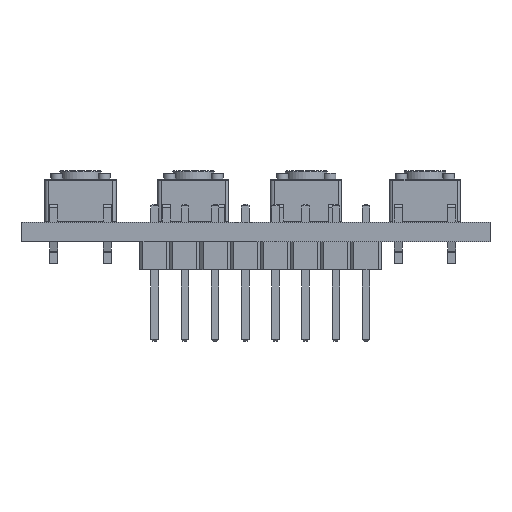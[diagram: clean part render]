
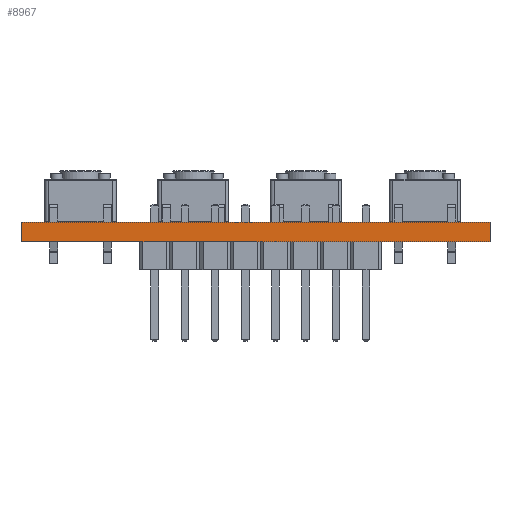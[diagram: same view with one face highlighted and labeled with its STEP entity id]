
A CAD part, front view. The second image highlights one B-rep face of the part: STEP entity #8967.
In plain terms, the highlighted planar face has unit normal (0, -1, 0).
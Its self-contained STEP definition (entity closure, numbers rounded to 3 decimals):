
#8967 = ADVANCED_FACE('',(#8968),#9002,.T.);
#8968 = FACE_BOUND('',#8969,.T.);
#8969 = EDGE_LOOP('',(#8970,#8980,#8988,#8996));
#8970 = ORIENTED_EDGE('',*,*,#8971,.T.);
#8971 = EDGE_CURVE('',#8972,#8974,#8976,.T.);
#8972 = VERTEX_POINT('',#8973);
#8973 = CARTESIAN_POINT('',(147.117,-89.179,0.));
#8974 = VERTEX_POINT('',#8975);
#8975 = CARTESIAN_POINT('',(147.117,-89.179,1.6));
#8976 = LINE('',#8977,#8978);
#8977 = CARTESIAN_POINT('',(147.117,-89.179,0.));
#8978 = VECTOR('',#8979,1.);
#8979 = DIRECTION('',(0.,0.,1.));
#8980 = ORIENTED_EDGE('',*,*,#8981,.T.);
#8981 = EDGE_CURVE('',#8974,#8982,#8984,.T.);
#8982 = VERTEX_POINT('',#8983);
#8983 = CARTESIAN_POINT('',(107.734,-89.179,1.6));
#8984 = LINE('',#8985,#8986);
#8985 = CARTESIAN_POINT('',(147.117,-89.179,1.6));
#8986 = VECTOR('',#8987,1.);
#8987 = DIRECTION('',(-1.,0.,0.));
#8988 = ORIENTED_EDGE('',*,*,#8989,.F.);
#8989 = EDGE_CURVE('',#8990,#8982,#8992,.T.);
#8990 = VERTEX_POINT('',#8991);
#8991 = CARTESIAN_POINT('',(107.734,-89.179,0.));
#8992 = LINE('',#8993,#8994);
#8993 = CARTESIAN_POINT('',(107.734,-89.179,0.));
#8994 = VECTOR('',#8995,1.);
#8995 = DIRECTION('',(0.,0.,1.));
#8996 = ORIENTED_EDGE('',*,*,#8997,.F.);
#8997 = EDGE_CURVE('',#8972,#8990,#8998,.T.);
#8998 = LINE('',#8999,#9000);
#8999 = CARTESIAN_POINT('',(147.117,-89.179,0.));
#9000 = VECTOR('',#9001,1.);
#9001 = DIRECTION('',(-1.,0.,0.));
#9002 = PLANE('',#9003);
#9003 = AXIS2_PLACEMENT_3D('',#9004,#9005,#9006);
#9004 = CARTESIAN_POINT('',(147.117,-89.179,0.));
#9005 = DIRECTION('',(0.,-1.,0.));
#9006 = DIRECTION('',(-1.,0.,0.));
